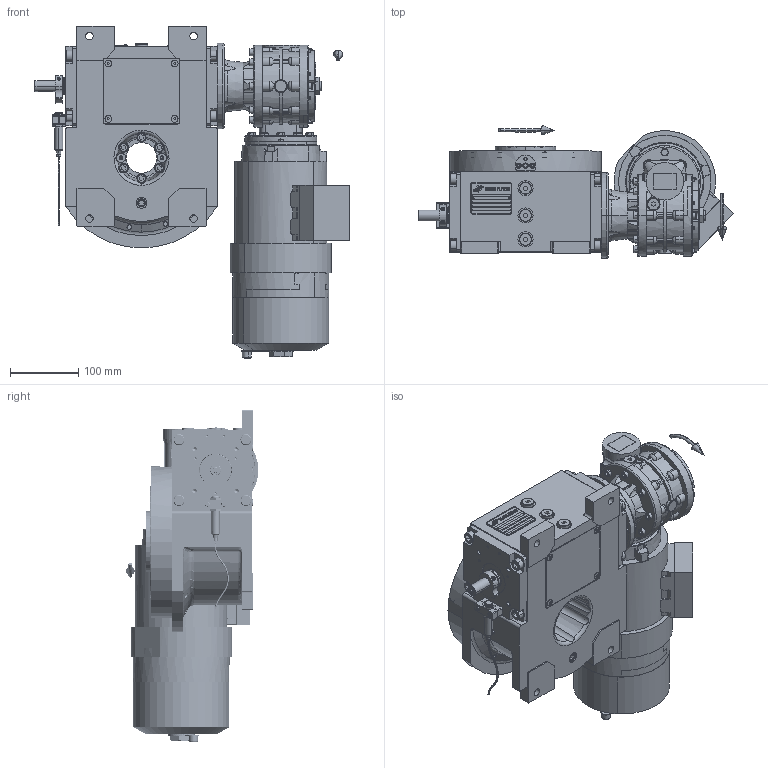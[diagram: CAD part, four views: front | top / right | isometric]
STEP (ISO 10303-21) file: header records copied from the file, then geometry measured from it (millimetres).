
FILE_DESCRIPTION (( 'STEP AP203' ), '1' );
FILE_NAME ('PC5002661.step', '2024-09-02T08:41:20', ( '' ), ( '' ), 'SwSTEP 2.0', 'SolidWorks 2020', '' );
FILE_SCHEMA (( 'CONFIG_CONTROL_DESIGN' ));
Length unit declared in the file: millimetre
Products named in the file (86): CFN2223_01-570X6-B^rig06_071_06_m_asm(2)_rig06_071_06_m_asm.stp; rig06_007_master; cfn2000_01_126; cfn2000_01_103; RIG06_021_AF0^RIG06_005_ASM_rig06_071_06_m_asm(2)_rig06_071_06_m_asm.stp; rig06_005_n_01; rig06_071_06_m_asm.stp; cfn2151_01_109; AS_cfn2476_01_002_60x46; freccia_angolare_albero; AS_rig06_016; AS_rig06_004; cfn2003_01_054; cfn2107_01_001; cfn2276_01_074; cfn2205_01_013; cfn2070_05_005; BA71B14; cfn2000_01_161; cfn2000_01_124; AS_rig06_002_bl_001; CFN2104_02_017^RIG06_005_ASM_rig06_071_06_m_asm(2)_rig06_071_06_m_asm.stp; rig06_004_s_001; cfn2115_01_005; PC5002661; freccia_angolare; RIG06_005_ASM^rig06_071_06_m_asm(2)_rig06_071_06_m_asm.stp; CFN2356_03_047^rig06_071_06_m_asm(2)_rig06_071_06_m_asm.stp; 900_38_11_06_4; rig06_004; rig06_002_bl_001; olio_agip_blasia_150; cfn2158_01_011; cfn2010_01_015.prt; cfn2401_01_003; cfn2158_01_010; 900_38_30_003; AS_900_38_11_06_4; rig06_001_a; cfn2077_01_018 ...
Assembly tree (79 placements, depth 5):
  CFN2223_01-570X6-B^rig06_071_06_m_asm(2)_rig06_071_06_m_asm.stp
  rig06_007_master
  cfn2151_01_109
  cfn2276_01_074
  cfn2205_01_013
Bounding box: 460.91 x 194 x 486.18 mm (x, y, z)
Volume: 7957681.7 mm3; surface area: 1166507.6 mm2
Topology: 69 solids, 71 shells, 3849 faces, 9755 edges, 6236 vertices
Faces by surface type: plane 1766, cylinder 1293, cone 589, torus 173, bspline 22, sphere 6
Entity records: 136203 total; most frequent: CARTESIAN_POINT 37241, DIRECTION 18931, ORIENTED_EDGE 18642, EDGE_CURVE 9323, AXIS2_PLACEMENT_3D 6895, VERTEX_POINT 6031, VECTOR 5141, LINE 5141
